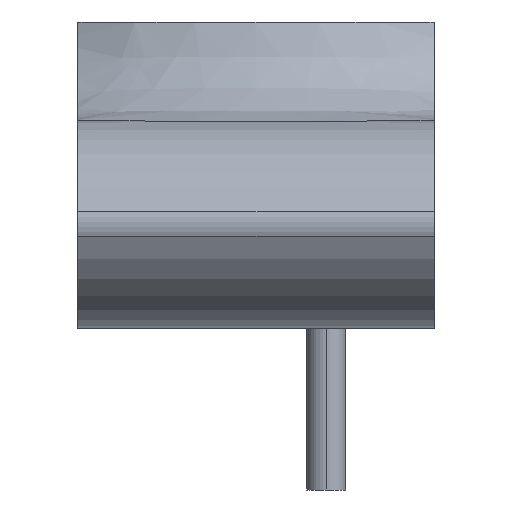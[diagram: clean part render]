
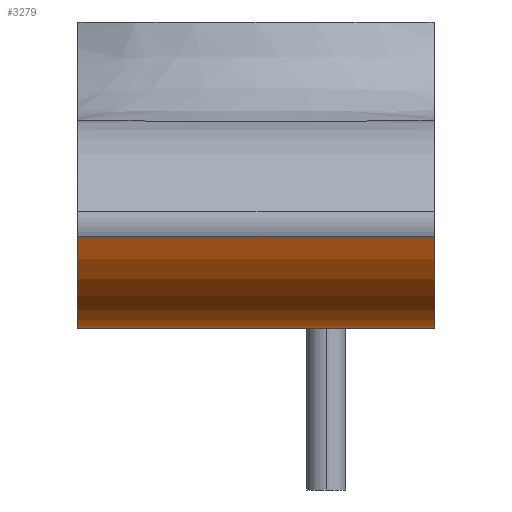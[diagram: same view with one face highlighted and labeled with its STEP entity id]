
A CAD part, left-side view. The second image highlights one B-rep face of the part: STEP entity #3279.
In plain terms, the highlighted cylindrical face has radius 11.43 mm (diameter 22.86 mm), a partial arc.
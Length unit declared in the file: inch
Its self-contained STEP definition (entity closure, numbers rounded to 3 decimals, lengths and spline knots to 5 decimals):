
#122 = DIRECTION ( 'NONE',  ( 0., 1., 0. ) ) ;
#544 = VECTOR ( 'NONE', #4263, 39.37008 ) ;
#563 = EDGE_LOOP ( 'NONE', ( #944, #2181, #4350, #1429 ) ) ;
#654 = CARTESIAN_POINT ( 'NONE',  ( 0.45, 0., 0. ) ) ;
#704 = CARTESIAN_POINT ( 'NONE',  ( 0.45, 0., 0.45 ) ) ;
#758 = CIRCLE ( 'NONE', #2139, 0.45 ) ;
#911 = LINE ( 'NONE', #3609, #1887 ) ;
#944 = ORIENTED_EDGE ( 'NONE', *, *, #3180, .F. ) ;
#1008 = CARTESIAN_POINT ( 'NONE',  ( 0.45, 0., 0.45 ) ) ;
#1019 = DIRECTION ( 'NONE',  ( 0., 1., 0. ) ) ;
#1045 = CIRCLE ( 'NONE', #4462, 0.45 ) ;
#1095 = CARTESIAN_POINT ( 'NONE',  ( 0.45, 1.09, 0. ) ) ;
#1198 = EDGE_CURVE ( 'NONE', #4656, #3029, #758, .T. ) ;
#1327 = CARTESIAN_POINT ( 'NONE',  ( 0.03284, 0., 0.28125 ) ) ;
#1386 = DIRECTION ( 'NONE',  ( 0., 0., 1. ) ) ;
#1429 = ORIENTED_EDGE ( 'NONE', *, *, #4480, .F. ) ;
#1805 = FACE_OUTER_BOUND ( 'NONE', #563, .T. ) ;
#1887 = VECTOR ( 'NONE', #1019, 39.37008 ) ;
#2139 = AXIS2_PLACEMENT_3D ( 'NONE', #2314, #122, #2694 ) ;
#2181 = ORIENTED_EDGE ( 'NONE', *, *, #2752, .T. ) ;
#2313 = CYLINDRICAL_SURFACE ( 'NONE', #2419, 0.45 ) ;
#2314 = CARTESIAN_POINT ( 'NONE',  ( 0.45, 1.09, 0.45 ) ) ;
#2386 = LINE ( 'NONE', #1327, #544 ) ;
#2419 = AXIS2_PLACEMENT_3D ( 'NONE', #704, #3987, #3266 ) ;
#2694 = DIRECTION ( 'NONE',  ( 0., 0., -1. ) ) ;
#2752 = EDGE_CURVE ( 'NONE', #4403, #3029, #2386, .T. ) ;
#3029 = VERTEX_POINT ( 'NONE', #3877 ) ;
#3180 = EDGE_CURVE ( 'NONE', #4403, #4455, #1045, .T. ) ;
#3266 = DIRECTION ( 'NONE',  ( 0., 0., 1. ) ) ;
#3279 = ADVANCED_FACE ( 'NONE', ( #1805 ), #2313, .T. ) ;
#3505 = CARTESIAN_POINT ( 'NONE',  ( 0.03284, 0., 0.28125 ) ) ;
#3600 = DIRECTION ( 'NONE',  ( 0., -1., 0. ) ) ;
#3609 = CARTESIAN_POINT ( 'NONE',  ( 0.45, 1.09, 0. ) ) ;
#3877 = CARTESIAN_POINT ( 'NONE',  ( 0.03284, 1.09, 0.28125 ) ) ;
#3987 = DIRECTION ( 'NONE',  ( 0., 1., 0. ) ) ;
#4263 = DIRECTION ( 'NONE',  ( 0., 1., 0. ) ) ;
#4350 = ORIENTED_EDGE ( 'NONE', *, *, #1198, .F. ) ;
#4403 = VERTEX_POINT ( 'NONE', #3505 ) ;
#4455 = VERTEX_POINT ( 'NONE', #654 ) ;
#4462 = AXIS2_PLACEMENT_3D ( 'NONE', #1008, #3600, #1386 ) ;
#4480 = EDGE_CURVE ( 'NONE', #4455, #4656, #911, .T. ) ;
#4656 = VERTEX_POINT ( 'NONE', #1095 ) ;
